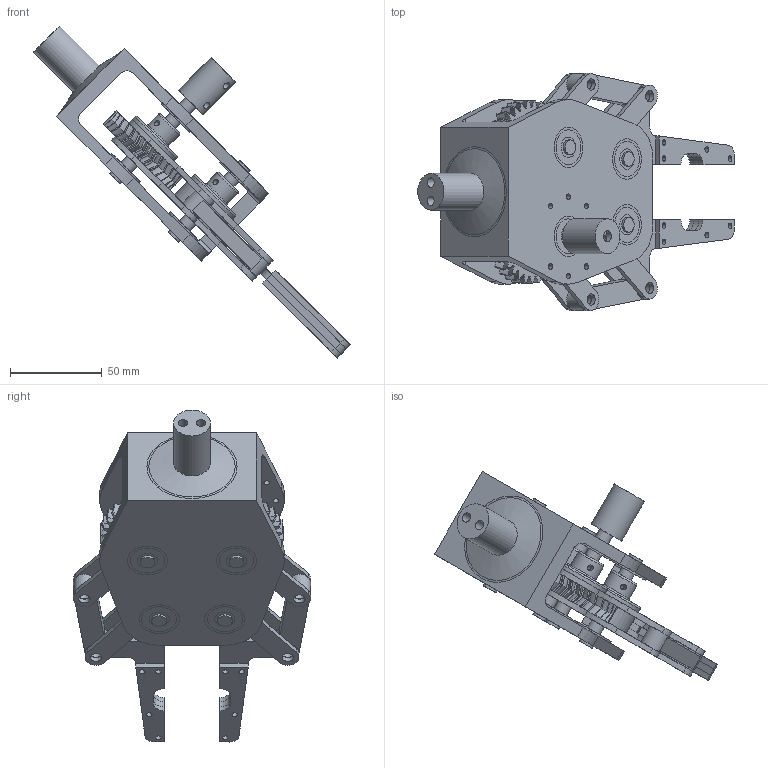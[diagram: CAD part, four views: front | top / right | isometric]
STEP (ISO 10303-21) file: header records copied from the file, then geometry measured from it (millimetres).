
FILE_DESCRIPTION(/* description */ ('STEP AP242','CAx-IF Rec.Pracs.---Representation and Presentation of Product Manufacturing Information (PMI)---4.0---2014-10-13','CAx-IF Rec.Pracs.---3D Tessellated Geometry---0.4---2014-09-14','2;1'),/* implementation_level */ '2;1');
FILE_NAME(/* name */ '676ba87cbcf9c6714d1b4dc8',/* time_stamp */ '2024-12-25T06:38:55Z',/* author */ (''),/* organization */ (''),/* preprocessor_version */ 'ST-DEVELOPER v20',/* originating_system */ 'ONSHAPE BY PTC INC, 1.191',/* authorisation */ ' ');
FILE_SCHEMA (('AP242_MANAGED_MODEL_BASED_3D_ENGINEERING_MIM_LF { 1 0 10303 442 1 1 4 }'));
Products named in the file (53): End_Effector_Shaft v3; Fat_Link v4_4; Fat_Link v4_7; Aluminium_Claw_Sheet v2_2; Bearing_Middle_Ring_8mmID_22mmOD v3_7; Bearing_Inner_Ring_8mmID v4_6; Bearing_Middle_Ring_8mmID_22mmOD v3_5; Bearing_Outer_Ring_22mmOD v3_4; Flexible_Coupler_6mmx8mm v1; Aluminium_Claw_Sheet v2_3; Claw v6_1; Claw v6; Aluminium_Claw_Sheet v2; Fat_Link v4_5; Fat_Link v4_3; Fat_Link v4_2; Fat_Link v4_1; Fat_Link v4; Flanged_Coupling_8mmID v1_2; Claw_Shaft v2_2; Claw_Shaft v2_1; Claw_Shaft v2; Bearing_Inner_Ring_8mmID v4_7; Bearing_Outer_Ring_22mmOD v3_7; Bearing_Middle_Ring_8mmID_22mmOD v3_6; Bearing_Outer_Ring_22mmOD v3_6; Bearing_Inner_Ring_8mmID v4_5; Bearing_Outer_Ring_22mmOD v3_5; Gripper_Frame v9; Flanged_Coupling_8mmID v1_1; Flanged_Coupling_8mmID v1; Flanged_Coupling_8mmID v1_3; Left_Gear v2; 3D_Printed_Seperator v2; Fat_Link v4_6; Aluminium_Claw_Sheet v2_1; Right_Gear v2; 3D_Printed_Seperator v2_1; Motor_Shaft_Long v3; Bearing_Middle_Ring_8mmID_22mmOD v3_4 ...
Bounding box: 172.05 x 128.95 x 180.53 mm (x, y, z)
Volume: 284159.6 mm3; surface area: 156898 mm2
Topology: 53 solids, 53 shells, 928 faces, 2323 edges, 1502 vertices
Faces by surface type: cylinder 469, bspline 240, plane 205, torus 13, cone 1
Full cylindrical faces by diameter (mm): 3 x24, 3.1 x6, 3.2 x12, 4 x4, 4.2 x64, 5.2 x4, 6 x1, 6.2 x12, 8 x13, 8.2 x10, 8.25 x4, 8.5 x2, 11 x16, 12 x2, 16 x4, 19 x17, 20 x1, 20.2 x1, 22 x16, 32 x6
Entity records: 42429 total; most frequent: CARTESIAN_POINT 20942, ORIENTED_EDGE 4142, DIRECTION 3551, EDGE_CURVE 2071, AXIS2_PLACEMENT_3D 1611, EDGE_LOOP 1519, FACE_BOUND 1519, VERTEX_POINT 1488
